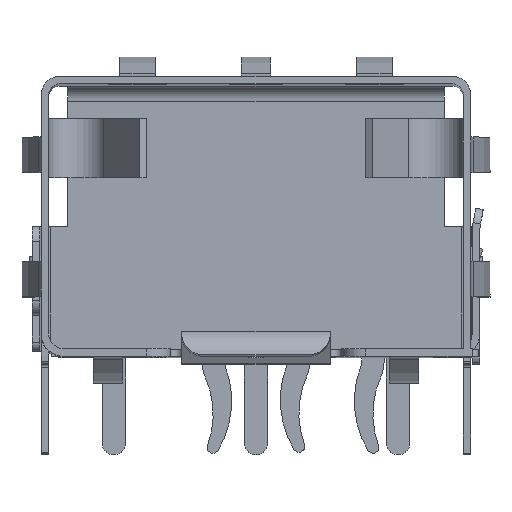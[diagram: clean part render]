
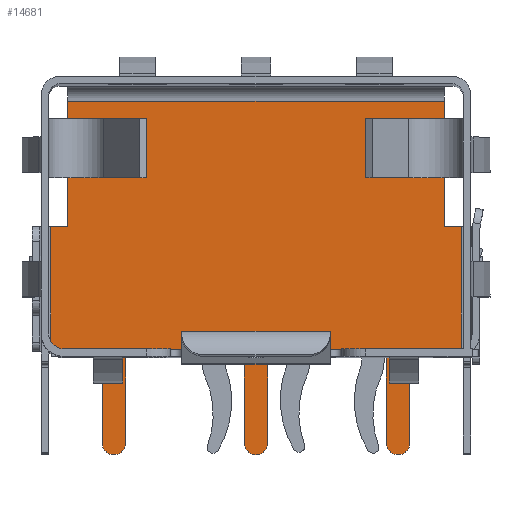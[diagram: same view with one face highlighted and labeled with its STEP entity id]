
A CAD part, top view. The second image highlights one B-rep face of the part: STEP entity #14681.
In plain terms, the highlighted planar face has unit normal (0, 0, 1).
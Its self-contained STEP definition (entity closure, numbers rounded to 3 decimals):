
#3867=DIRECTION('',(-1.,0.,0.));
#3868=VECTOR('',#3867,0.579);
#3869=CARTESIAN_POINT('',(6.929,-0.271,-48.446));
#3870=LINE('',#3869,#3868);
#3901=DIRECTION('',(-1.,0.,0.));
#3902=VECTOR('',#3901,0.579);
#3903=CARTESIAN_POINT('',(-6.35,-0.271,-48.446));
#3904=LINE('',#3903,#3902);
#4344=DIRECTION('',(-1.,0.,0.));
#4345=VECTOR('',#4344,12.7);
#4346=CARTESIAN_POINT('',(6.35,3.975,-48.446));
#4347=LINE('',#4346,#4345);
#4348=DIRECTION('',(0.,-1.,0.));
#4349=VECTOR('',#4348,4.246);
#4350=CARTESIAN_POINT('',(6.35,3.975,-48.446));
#4351=LINE('',#4350,#4349);
#4352=DIRECTION('',(0.,1.,0.));
#4353=VECTOR('',#4352,4.2);
#4354=CARTESIAN_POINT('',(6.929,-4.471,-48.446));
#4355=LINE('',#4354,#4353);
#4356=DIRECTION('',(-1.,0.,0.));
#4357=VECTOR('',#4356,1.434);
#4358=CARTESIAN_POINT('',(6.929,-4.471,-48.446));
#4359=LINE('',#4358,#4357);
#4360=CARTESIAN_POINT('',(5.495,-4.771,-48.446));
#4361=DIRECTION('',(0.,0.,1.));
#4362=DIRECTION('',(0.,1.,0.));
#4363=AXIS2_PLACEMENT_3D('',#4360,#4361,#4362);
#4365=DIRECTION('',(0.,-1.,0.));
#4366=VECTOR('',#4365,2.805);
#4367=CARTESIAN_POINT('',(5.195,-4.771,-48.446));
#4368=LINE('',#4367,#4366);
#4369=CARTESIAN_POINT('',(4.8,-7.576,-48.446));
#4370=DIRECTION('',(0.,0.,-1.));
#4371=DIRECTION('',(1.,0.,0.));
#4372=AXIS2_PLACEMENT_3D('',#4369,#4370,#4371);
#4374=DIRECTION('',(0.,1.,0.));
#4375=VECTOR('',#4374,2.805);
#4376=CARTESIAN_POINT('',(4.405,-7.576,-48.446));
#4377=LINE('',#4376,#4375);
#4378=CARTESIAN_POINT('',(4.105,-4.771,-48.446));
#4379=DIRECTION('',(0.,0.,1.));
#4380=DIRECTION('',(1.,0.,0.));
#4381=AXIS2_PLACEMENT_3D('',#4378,#4379,#4380);
#4383=DIRECTION('',(-1.,0.,0.));
#4384=VECTOR('',#4383,3.41);
#4385=CARTESIAN_POINT('',(4.105,-4.471,-48.446));
#4386=LINE('',#4385,#4384);
#4387=CARTESIAN_POINT('',(0.695,-4.771,-48.446));
#4388=DIRECTION('',(0.,0.,1.));
#4389=DIRECTION('',(0.,1.,0.));
#4390=AXIS2_PLACEMENT_3D('',#4387,#4388,#4389);
#4392=DIRECTION('',(0.,-1.,0.));
#4393=VECTOR('',#4392,2.805);
#4394=CARTESIAN_POINT('',(0.395,-4.771,-48.446));
#4395=LINE('',#4394,#4393);
#4396=CARTESIAN_POINT('',(0.,-7.576,-48.446));
#4397=DIRECTION('',(0.,0.,-1.));
#4398=DIRECTION('',(1.,0.,0.));
#4399=AXIS2_PLACEMENT_3D('',#4396,#4397,#4398);
#4401=DIRECTION('',(0.,1.,0.));
#4402=VECTOR('',#4401,2.805);
#4403=CARTESIAN_POINT('',(-0.395,-7.576,-48.446));
#4404=LINE('',#4403,#4402);
#4405=CARTESIAN_POINT('',(-0.695,-4.771,-48.446));
#4406=DIRECTION('',(0.,0.,1.));
#4407=DIRECTION('',(1.,0.,0.));
#4408=AXIS2_PLACEMENT_3D('',#4405,#4406,#4407);
#4410=DIRECTION('',(-1.,0.,0.));
#4411=VECTOR('',#4410,3.41);
#4412=CARTESIAN_POINT('',(-0.695,-4.471,-48.446));
#4413=LINE('',#4412,#4411);
#4414=CARTESIAN_POINT('',(-4.105,-4.771,-48.446));
#4415=DIRECTION('',(0.,0.,1.));
#4416=DIRECTION('',(0.,1.,0.));
#4417=AXIS2_PLACEMENT_3D('',#4414,#4415,#4416);
#4419=DIRECTION('',(0.,-1.,0.));
#4420=VECTOR('',#4419,2.805);
#4421=CARTESIAN_POINT('',(-4.405,-4.771,-48.446));
#4422=LINE('',#4421,#4420);
#4423=CARTESIAN_POINT('',(-4.8,-7.576,-48.446));
#4424=DIRECTION('',(0.,0.,-1.));
#4425=DIRECTION('',(1.,0.,0.));
#4426=AXIS2_PLACEMENT_3D('',#4423,#4424,#4425);
#4428=DIRECTION('',(0.,1.,0.));
#4429=VECTOR('',#4428,2.805);
#4430=CARTESIAN_POINT('',(-5.195,-7.576,-48.446));
#4431=LINE('',#4430,#4429);
#4432=CARTESIAN_POINT('',(-5.495,-4.771,-48.446));
#4433=DIRECTION('',(0.,0.,1.));
#4434=DIRECTION('',(1.,0.,0.));
#4435=AXIS2_PLACEMENT_3D('',#4432,#4433,#4434);
#4437=DIRECTION('',(-1.,0.,0.));
#4438=VECTOR('',#4437,1.434);
#4439=CARTESIAN_POINT('',(-5.495,-4.471,-48.446));
#4440=LINE('',#4439,#4438);
#4441=DIRECTION('',(0.,1.,0.));
#4442=VECTOR('',#4441,4.246);
#4443=CARTESIAN_POINT('',(-6.35,-0.271,-48.446));
#4444=LINE('',#4443,#4442);
#7555=DIRECTION('',(0.,1.,0.));
#7556=VECTOR('',#7555,4.2);
#7557=CARTESIAN_POINT('',(-6.929,-4.471,-48.446));
#7558=LINE('',#7557,#7556);
#10165=CARTESIAN_POINT('',(6.929,-4.471,-48.446));
#10167=VERTEX_POINT('',#10165);
#10168=CARTESIAN_POINT('',(-6.929,-4.471,-48.446));
#10170=VERTEX_POINT('',#10168);
#10181=CARTESIAN_POINT('',(6.929,-0.271,-48.446));
#10183=VERTEX_POINT('',#10181);
#10184=CARTESIAN_POINT('',(-6.929,-0.271,-48.446));
#10186=VERTEX_POINT('',#10184);
#10192=CARTESIAN_POINT('',(6.35,-0.271,-48.446));
#10194=VERTEX_POINT('',#10192);
#10196=CARTESIAN_POINT('',(-6.35,-0.271,-48.446));
#10198=VERTEX_POINT('',#10196);
#10304=CARTESIAN_POINT('',(0.395,-4.771,-48.446));
#10305=CARTESIAN_POINT('',(0.395,-7.576,-48.446));
#10306=VERTEX_POINT('',#10304);
#10307=VERTEX_POINT('',#10305);
#10308=CARTESIAN_POINT('',(-0.395,-7.576,-48.446));
#10309=VERTEX_POINT('',#10308);
#10310=CARTESIAN_POINT('',(-0.395,-4.771,-48.446));
#10311=VERTEX_POINT('',#10310);
#10312=CARTESIAN_POINT('',(-4.405,-4.771,-48.446));
#10313=CARTESIAN_POINT('',(-4.405,-7.576,-48.446));
#10314=VERTEX_POINT('',#10312);
#10315=VERTEX_POINT('',#10313);
#10316=CARTESIAN_POINT('',(-5.195,-7.576,-48.446));
#10317=VERTEX_POINT('',#10316);
#10318=CARTESIAN_POINT('',(-5.195,-4.771,-48.446));
#10319=VERTEX_POINT('',#10318);
#10320=CARTESIAN_POINT('',(5.195,-4.771,-48.446));
#10321=CARTESIAN_POINT('',(5.195,-7.576,-48.446));
#10322=VERTEX_POINT('',#10320);
#10323=VERTEX_POINT('',#10321);
#10324=CARTESIAN_POINT('',(4.405,-7.576,-48.446));
#10325=VERTEX_POINT('',#10324);
#10326=CARTESIAN_POINT('',(4.405,-4.771,-48.446));
#10327=VERTEX_POINT('',#10326);
#10328=CARTESIAN_POINT('',(0.695,-4.471,-48.446));
#10330=VERTEX_POINT('',#10328);
#10332=CARTESIAN_POINT('',(-0.695,-4.471,-48.446));
#10334=VERTEX_POINT('',#10332);
#10336=CARTESIAN_POINT('',(-4.105,-4.471,-48.446));
#10338=VERTEX_POINT('',#10336);
#10340=CARTESIAN_POINT('',(-5.495,-4.471,-48.446));
#10342=VERTEX_POINT('',#10340);
#10344=CARTESIAN_POINT('',(5.495,-4.471,-48.446));
#10346=VERTEX_POINT('',#10344);
#10348=CARTESIAN_POINT('',(4.105,-4.471,-48.446));
#10350=VERTEX_POINT('',#10348);
#11036=CARTESIAN_POINT('',(6.35,3.975,-48.446));
#11037=CARTESIAN_POINT('',(-6.35,3.975,-48.446));
#11038=VERTEX_POINT('',#11036);
#11039=VERTEX_POINT('',#11037);
#14630=CARTESIAN_POINT('',(0.,0.,-48.446));
#14631=DIRECTION('',(0.,0.,-1.));
#14632=DIRECTION('',(-1.,0.,0.));
#14633=AXIS2_PLACEMENT_3D('',#14630,#14631,#14632);
#14634=PLANE('',#14633);
#14636=ORIENTED_EDGE('',*,*,#14635,.F.);
#14637=ORIENTED_EDGE('',*,*,#14617,.T.);
#14638=ORIENTED_EDGE('',*,*,#14056,.F.);
#14640=ORIENTED_EDGE('',*,*,#14639,.F.);
#14641=ORIENTED_EDGE('',*,*,#14512,.T.);
#14643=ORIENTED_EDGE('',*,*,#14642,.T.);
#14645=ORIENTED_EDGE('',*,*,#14644,.T.);
#14647=ORIENTED_EDGE('',*,*,#14646,.T.);
#14649=ORIENTED_EDGE('',*,*,#14648,.T.);
#14651=ORIENTED_EDGE('',*,*,#14650,.T.);
#14652=ORIENTED_EDGE('',*,*,#14457,.T.);
#14653=ORIENTED_EDGE('',*,*,#14536,.T.);
#14655=ORIENTED_EDGE('',*,*,#14654,.T.);
#14657=ORIENTED_EDGE('',*,*,#14656,.T.);
#14659=ORIENTED_EDGE('',*,*,#14658,.T.);
#14661=ORIENTED_EDGE('',*,*,#14660,.T.);
#14662=ORIENTED_EDGE('',*,*,#14477,.T.);
#14664=ORIENTED_EDGE('',*,*,#14663,.T.);
#14666=ORIENTED_EDGE('',*,*,#14665,.T.);
#14668=ORIENTED_EDGE('',*,*,#14667,.T.);
#14670=ORIENTED_EDGE('',*,*,#14669,.T.);
#14672=ORIENTED_EDGE('',*,*,#14671,.T.);
#14673=ORIENTED_EDGE('',*,*,#14500,.T.);
#14675=ORIENTED_EDGE('',*,*,#14674,.T.);
#14676=ORIENTED_EDGE('',*,*,#14083,.F.);
#14678=ORIENTED_EDGE('',*,*,#14677,.T.);
#14679=EDGE_LOOP('',(#14636,#14637,#14638,#14640,#14641,#14643,#14645,#14647,
#14649,#14651,#14652,#14653,#14655,#14657,#14659,#14661,#14662,#14664,#14666,
#14668,#14670,#14672,#14673,#14675,#14676,#14678));
#14680=FACE_OUTER_BOUND('',#14679,.F.);
#4364=CIRCLE('',#4363,0.3);
#4373=CIRCLE('',#4372,0.395);
#4382=CIRCLE('',#4381,0.3);
#4391=CIRCLE('',#4390,0.3);
#4400=CIRCLE('',#4399,0.395);
#4409=CIRCLE('',#4408,0.3);
#4418=CIRCLE('',#4417,0.3);
#4427=CIRCLE('',#4426,0.395);
#4436=CIRCLE('',#4435,0.3);
#14056=EDGE_CURVE('',#10183,#10194,#3870,.T.);
#14083=EDGE_CURVE('',#10198,#10186,#3904,.T.);
#14457=EDGE_CURVE('',#10350,#10330,#4386,.T.);
#14477=EDGE_CURVE('',#10334,#10338,#4413,.T.);
#14500=EDGE_CURVE('',#10342,#10170,#4440,.T.);
#14512=EDGE_CURVE('',#10167,#10346,#4359,.T.);
#14536=EDGE_CURVE('',#10330,#10306,#4391,.T.);
#14617=EDGE_CURVE('',#11038,#10194,#4351,.T.);
#14635=EDGE_CURVE('',#11038,#11039,#4347,.T.);
#14639=EDGE_CURVE('',#10167,#10183,#4355,.T.);
#14642=EDGE_CURVE('',#10346,#10322,#4364,.T.);
#14644=EDGE_CURVE('',#10322,#10323,#4368,.T.);
#14646=EDGE_CURVE('',#10323,#10325,#4373,.T.);
#14648=EDGE_CURVE('',#10325,#10327,#4377,.T.);
#14650=EDGE_CURVE('',#10327,#10350,#4382,.T.);
#14654=EDGE_CURVE('',#10306,#10307,#4395,.T.);
#14656=EDGE_CURVE('',#10307,#10309,#4400,.T.);
#14658=EDGE_CURVE('',#10309,#10311,#4404,.T.);
#14660=EDGE_CURVE('',#10311,#10334,#4409,.T.);
#14663=EDGE_CURVE('',#10338,#10314,#4418,.T.);
#14665=EDGE_CURVE('',#10314,#10315,#4422,.T.);
#14667=EDGE_CURVE('',#10315,#10317,#4427,.T.);
#14669=EDGE_CURVE('',#10317,#10319,#4431,.T.);
#14671=EDGE_CURVE('',#10319,#10342,#4436,.T.);
#14674=EDGE_CURVE('',#10170,#10186,#7558,.T.);
#14677=EDGE_CURVE('',#10198,#11039,#4444,.T.);
#14681=ADVANCED_FACE('',(#14680),#14634,.F.);
